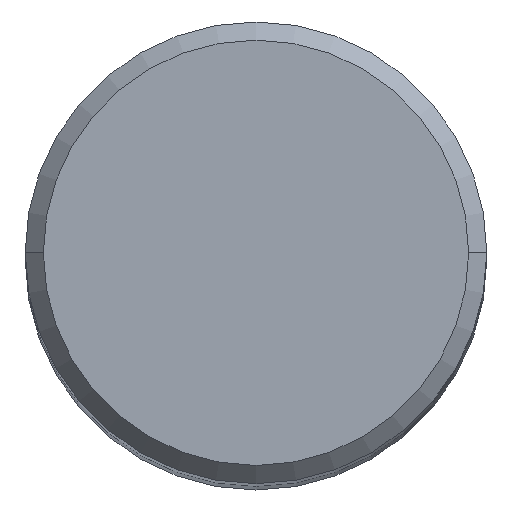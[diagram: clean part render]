
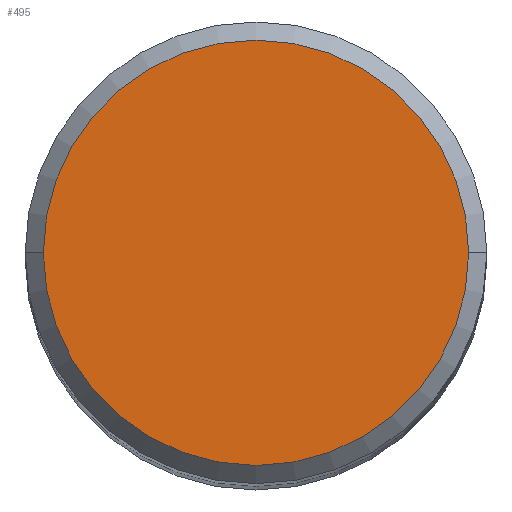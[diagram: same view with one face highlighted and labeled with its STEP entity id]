
A CAD part, top view. The second image highlights one B-rep face of the part: STEP entity #495.
In plain terms, the highlighted planar face has unit normal (0, 0, 1).
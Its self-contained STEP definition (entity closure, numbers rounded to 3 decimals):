
#34=PLANE('',#3382);
#495=ADVANCED_FACE('',(#707),#34,.F.);
#707=FACE_OUTER_BOUND('',#891,.T.);
#891=EDGE_LOOP('',(#1600,#1601));
#1600=ORIENTED_EDGE('',*,*,#2168,.T.);
#1601=ORIENTED_EDGE('',*,*,#2169,.T.);
#1808=VERTEX_POINT('',#7003);
#1809=VERTEX_POINT('',#7005);
#2168=EDGE_CURVE('',#1808,#1809,#2684,.T.);
#2169=EDGE_CURVE('',#1809,#1808,#2685,.T.);
#2684=CIRCLE('',#3379,11.7);
#2685=CIRCLE('',#3381,11.7);
#3379=AXIS2_PLACEMENT_3D('',#7006,#4076,#4077);
#3381=AXIS2_PLACEMENT_3D('',#7008,#4080,#4081);
#3382=AXIS2_PLACEMENT_3D('',#7009,#4082,#4083);
#4076=DIRECTION('',(0.,0.,1.));
#4077=DIRECTION('',(1.,0.,0.));
#4080=DIRECTION('',(0.,0.,1.));
#4081=DIRECTION('',(-1.,0.,0.));
#4082=DIRECTION('',(0.,0.,-1.));
#4083=DIRECTION('',(-1.,0.,0.));
#7003=CARTESIAN_POINT('',(11.7,0.,0.));
#7005=CARTESIAN_POINT('',(-11.7,0.,0.));
#7006=CARTESIAN_POINT('',(0.,0.,0.));
#7008=CARTESIAN_POINT('',(0.,0.,0.));
#7009=CARTESIAN_POINT('',(0.,0.,0.));
